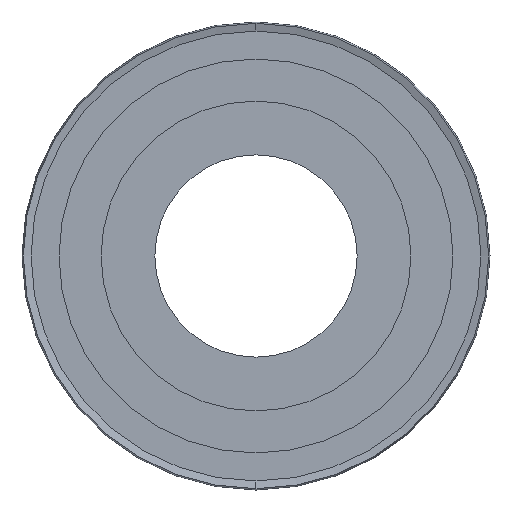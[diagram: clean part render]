
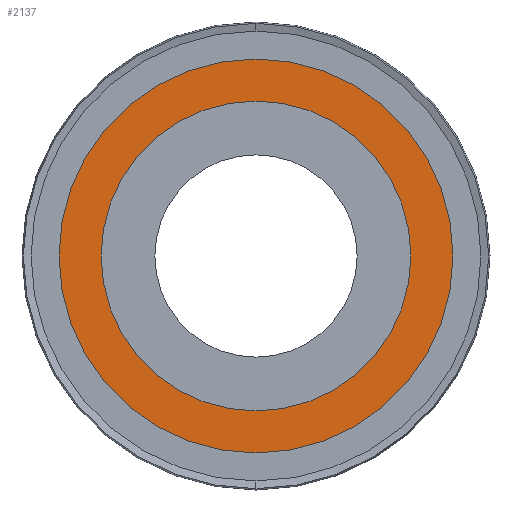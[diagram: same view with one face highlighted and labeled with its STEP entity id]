
A CAD part, left-side view. The second image highlights one B-rep face of the part: STEP entity #2137.
In plain terms, the highlighted planar face has unit normal (-1, 0, 0).
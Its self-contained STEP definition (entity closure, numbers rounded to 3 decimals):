
#421 = CARTESIAN_POINT ( 'NONE',  ( 51.238, 64.738, 168.206 ) ) ;
#2137 = ADVANCED_FACE ( 'NONE', ( #15932, #11230 ), #5239, .T. ) ;
#2359 = CARTESIAN_POINT ( 'NONE',  ( 51.238, 64.738, 118.168 ) ) ;
#2468 = DIRECTION ( 'NONE',  ( -1., 0., 0. ) ) ;
#3732 = DIRECTION ( 'NONE',  ( 0., 0., 1. ) ) ;
#4025 = AXIS2_PLACEMENT_3D ( 'NONE', #7142, #13484, #7241 ) ;
#4328 = ORIENTED_EDGE ( 'NONE', *, *, #11021, .T. ) ;
#4453 = ORIENTED_EDGE ( 'NONE', *, *, #8403, .F. ) ;
#4902 = CARTESIAN_POINT ( 'NONE',  ( 51.238, 64.738, 118.168 ) ) ;
#5221 = VERTEX_POINT ( 'NONE', #10399 ) ;
#5239 = PLANE ( 'NONE',  #15477 ) ;
#5915 = DIRECTION ( 'NONE',  ( -1., 0., 0. ) ) ;
#6141 = ORIENTED_EDGE ( 'NONE', *, *, #15961, .F. ) ;
#6415 = DIRECTION ( 'NONE',  ( -1., 0., 0. ) ) ;
#6712 = ORIENTED_EDGE ( 'NONE', *, *, #10181, .T. ) ;
#6841 = VERTEX_POINT ( 'NONE', #7380 ) ;
#7142 = CARTESIAN_POINT ( 'NONE',  ( 51.238, 64.738, 118.168 ) ) ;
#7241 = DIRECTION ( 'NONE',  ( 0., 0., 1. ) ) ;
#7380 = CARTESIAN_POINT ( 'NONE',  ( 51.238, 64.738, 181.782 ) ) ;
#7574 = VERTEX_POINT ( 'NONE', #421 ) ;
#7835 = CARTESIAN_POINT ( 'NONE',  ( 51.238, 114.776, 118.168 ) ) ;
#7948 = CIRCLE ( 'NONE', #13698, 50.038 ) ;
#8262 = CIRCLE ( 'NONE', #14152, 63.614 ) ;
#8403 = EDGE_CURVE ( 'NONE', #7574, #13814, #7948, .T. ) ;
#8559 = AXIS2_PLACEMENT_3D ( 'NONE', #2359, #5915, #11144 ) ;
#8610 = DIRECTION ( 'NONE',  ( 0., 0., 1. ) ) ;
#8954 = CIRCLE ( 'NONE', #8559, 50.038 ) ;
#9795 = EDGE_LOOP ( 'NONE', ( #4453, #6141 ) ) ;
#9901 = CARTESIAN_POINT ( 'NONE',  ( 51.238, 64.738, 118.168 ) ) ;
#10181 = EDGE_CURVE ( 'NONE', #6841, #5221, #12764, .T. ) ;
#10399 = CARTESIAN_POINT ( 'NONE',  ( 51.238, 64.738, 54.554 ) ) ;
#11021 = EDGE_CURVE ( 'NONE', #5221, #6841, #8262, .T. ) ;
#11144 = DIRECTION ( 'NONE',  ( 0., 0., 1. ) ) ;
#11198 = DIRECTION ( 'NONE',  ( -1., 0., 0. ) ) ;
#11230 = FACE_BOUND ( 'NONE', #9795, .T. ) ;
#12764 = CIRCLE ( 'NONE', #4025, 63.614 ) ;
#13063 = EDGE_LOOP ( 'NONE', ( #6712, #4328 ) ) ;
#13484 = DIRECTION ( 'NONE',  ( -1., 0., 0. ) ) ;
#13698 = AXIS2_PLACEMENT_3D ( 'NONE', #4902, #11198, #8610 ) ;
#13814 = VERTEX_POINT ( 'NONE', #15391 ) ;
#13952 = DIRECTION ( 'NONE',  ( 0., 0., 1. ) ) ;
#14152 = AXIS2_PLACEMENT_3D ( 'NONE', #9901, #2468, #3732 ) ;
#15391 = CARTESIAN_POINT ( 'NONE',  ( 51.238, 64.738, 68.13 ) ) ;
#15477 = AXIS2_PLACEMENT_3D ( 'NONE', #7835, #6415, #13952 ) ;
#15932 = FACE_OUTER_BOUND ( 'NONE', #13063, .T. ) ;
#15961 = EDGE_CURVE ( 'NONE', #13814, #7574, #8954, .T. ) ;
